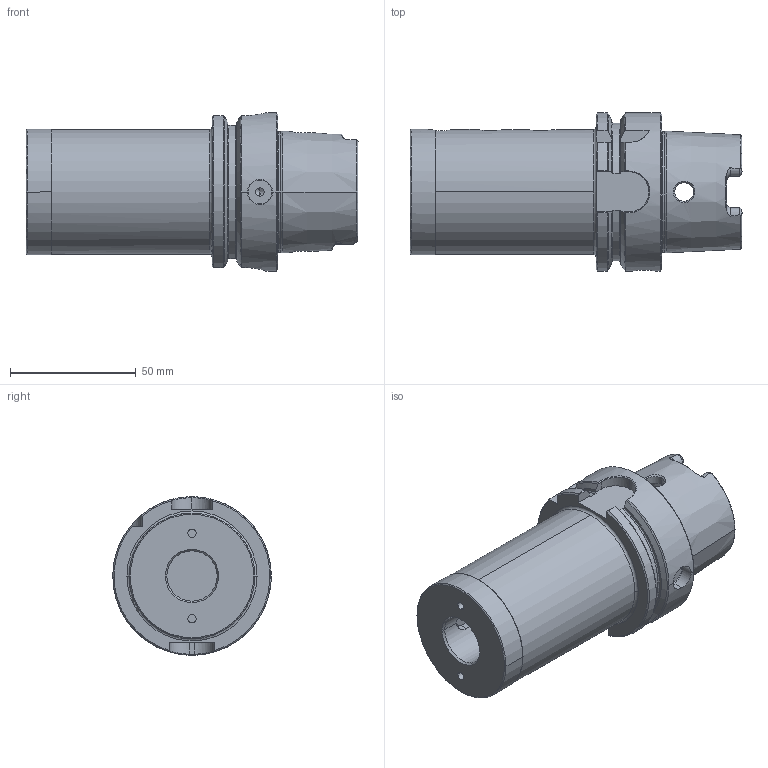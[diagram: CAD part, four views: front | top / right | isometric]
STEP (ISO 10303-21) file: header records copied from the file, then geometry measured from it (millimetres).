
FILE_DESCRIPTION(('Creo Elements/Direct Modeling STEP Export'),'2;1');
FILE_NAME('71NHSA63D201091.stp','2019-07-10T15:34:46',(''),(''),'Creo Elements/Direct Modeling STEP processor for AP214 (Solid Model)','Creo Elements/Direct Modeling 20.0B 07-Aug-2017 (C) Parametric Technology GmbH','');
FILE_SCHEMA(('AUTOMOTIVE_DESIGN { 1 0 10303 214 1 1 1 1 }'));
Length unit declared in the file: millimetre
Products named in the file (4): VITE_UNI_5923pf_M10x1.25x12; HSK63T-SLT8-75; 71NHSA63D201091
Assembly tree (5 placements, depth 3):
  71NHSA63D201091
    VITE_UNI_5923pf_M10x1.25x12  x3
    71NHSA63D201091
      HSK63T-SLT8-75
Bounding box: 132 x 63 x 63 mm (x, y, z)
Volume: 207020.9 mm3; surface area: 39992.2 mm2
Topology: 4 solids, 4 shells, 253 faces, 673 edges, 428 vertices
Faces by surface type: plane 77, cylinder 68, cone 65, torus 30, bspline 13
Entity records: 9512 total; most frequent: CARTESIAN_POINT 3977, ORIENTED_EDGE 1186, DIRECTION 900, EDGE_CURVE 593, VERTEX_POINT 382, AXIS2_PLACEMENT_3D 359, EDGE_LOOP 237, FACE_OUTER_BOUND 221
